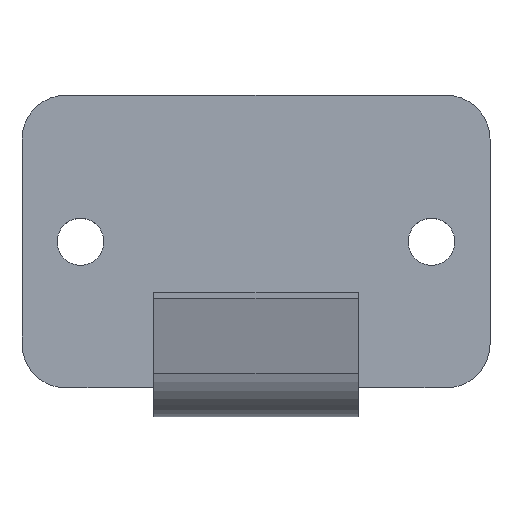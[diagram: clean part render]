
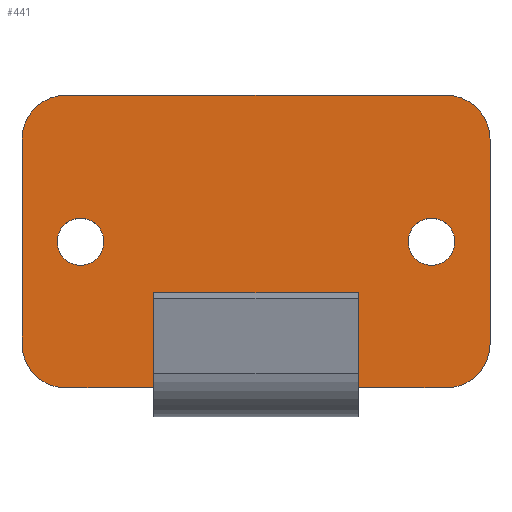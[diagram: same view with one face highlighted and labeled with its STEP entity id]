
A CAD part, top view. The second image highlights one B-rep face of the part: STEP entity #441.
In plain terms, the highlighted planar face has unit normal (0, 0, 1).
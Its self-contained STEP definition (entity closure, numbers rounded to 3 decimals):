
#15=FACE_BOUND('',#68,.T.);
#16=FACE_BOUND('',#69,.T.);
#26=PLANE('',#489);
#43=FACE_OUTER_BOUND('',#67,.T.);
#67=EDGE_LOOP('',(#337,#338,#339,#340,#341,#342,#343,#344,#345,#346,#347,
#348));
#68=EDGE_LOOP('',(#349));
#69=EDGE_LOOP('',(#350));
#96=LINE('',#666,#142);
#102=LINE('',#680,#148);
#108=LINE('',#692,#154);
#110=LINE('',#698,#156);
#111=LINE('',#701,#157);
#112=LINE('',#703,#158);
#113=LINE('',#707,#159);
#114=LINE('',#711,#160);
#142=VECTOR('',#536,1000.);
#148=VECTOR('',#546,1000.);
#154=VECTOR('',#556,1000.);
#156=VECTOR('',#562,1000.);
#157=VECTOR('',#565,1000.);
#158=VECTOR('',#566,1000.);
#159=VECTOR('',#569,1000.);
#160=VECTOR('',#572,1000.);
#187=CIRCLE('',#490,4.75);
#188=CIRCLE('',#491,4.75);
#189=CIRCLE('',#492,4.75);
#190=CIRCLE('',#493,4.75);
#191=CIRCLE('',#494,2.55);
#192=CIRCLE('',#495,2.55);
#205=VERTEX_POINT('',#664);
#206=VERTEX_POINT('',#665);
#211=VERTEX_POINT('',#678);
#212=VERTEX_POINT('',#679);
#217=VERTEX_POINT('',#696);
#218=VERTEX_POINT('',#697);
#219=VERTEX_POINT('',#699);
#220=VERTEX_POINT('',#702);
#221=VERTEX_POINT('',#704);
#222=VERTEX_POINT('',#706);
#223=VERTEX_POINT('',#708);
#224=VERTEX_POINT('',#710);
#225=VERTEX_POINT('',#713);
#226=VERTEX_POINT('',#715);
#248=EDGE_CURVE('',#205,#206,#96,.T.);
#255=EDGE_CURVE('',#211,#212,#102,.T.);
#262=EDGE_CURVE('',#211,#206,#108,.T.);
#264=EDGE_CURVE('',#217,#218,#110,.T.);
#265=EDGE_CURVE('',#218,#219,#187,.T.);
#266=EDGE_CURVE('',#219,#205,#111,.T.);
#267=EDGE_CURVE('',#212,#220,#112,.T.);
#268=EDGE_CURVE('',#220,#221,#188,.T.);
#269=EDGE_CURVE('',#221,#222,#113,.T.);
#270=EDGE_CURVE('',#222,#223,#189,.T.);
#271=EDGE_CURVE('',#223,#224,#114,.T.);
#272=EDGE_CURVE('',#224,#217,#190,.T.);
#273=EDGE_CURVE('',#225,#225,#191,.T.);
#274=EDGE_CURVE('',#226,#226,#192,.T.);
#337=ORIENTED_EDGE('',*,*,#264,.T.);
#338=ORIENTED_EDGE('',*,*,#265,.T.);
#339=ORIENTED_EDGE('',*,*,#266,.T.);
#340=ORIENTED_EDGE('',*,*,#248,.T.);
#341=ORIENTED_EDGE('',*,*,#262,.F.);
#342=ORIENTED_EDGE('',*,*,#255,.T.);
#343=ORIENTED_EDGE('',*,*,#267,.T.);
#344=ORIENTED_EDGE('',*,*,#268,.T.);
#345=ORIENTED_EDGE('',*,*,#269,.T.);
#346=ORIENTED_EDGE('',*,*,#270,.T.);
#347=ORIENTED_EDGE('',*,*,#271,.T.);
#348=ORIENTED_EDGE('',*,*,#272,.T.);
#349=ORIENTED_EDGE('',*,*,#273,.F.);
#350=ORIENTED_EDGE('',*,*,#274,.F.);
#441=ADVANCED_FACE('',(#43,#15,#16),#26,.F.);
#489=AXIS2_PLACEMENT_3D('',#695,#560,#561);
#490=AXIS2_PLACEMENT_3D('',#700,#563,#564);
#491=AXIS2_PLACEMENT_3D('',#705,#567,#568);
#492=AXIS2_PLACEMENT_3D('',#709,#570,#571);
#493=AXIS2_PLACEMENT_3D('',#712,#573,#574);
#494=AXIS2_PLACEMENT_3D('',#714,#575,#576);
#495=AXIS2_PLACEMENT_3D('',#716,#577,#578);
#536=DIRECTION('',(0.,1.,0.));
#546=DIRECTION('',(0.,-1.,0.));
#556=DIRECTION('',(-1.,0.,0.));
#560=DIRECTION('center_axis',(0.,0.,-1.));
#561=DIRECTION('ref_axis',(0.,1.,0.));
#562=DIRECTION('',(0.,-1.,0.));
#563=DIRECTION('center_axis',(0.,0.,1.));
#564=DIRECTION('ref_axis',(0.,1.,0.));
#565=DIRECTION('',(1.,0.,0.));
#566=DIRECTION('',(1.,0.,0.));
#567=DIRECTION('center_axis',(0.,0.,1.));
#568=DIRECTION('ref_axis',(0.,1.,0.));
#569=DIRECTION('',(0.,1.,0.));
#570=DIRECTION('center_axis',(0.,0.,1.));
#571=DIRECTION('ref_axis',(0.,1.,0.));
#572=DIRECTION('',(-1.,0.,0.));
#573=DIRECTION('center_axis',(0.,0.,1.));
#574=DIRECTION('ref_axis',(0.,1.,0.));
#575=DIRECTION('center_axis',(0.,0.,1.));
#576=DIRECTION('ref_axis',(0.,1.,0.));
#577=DIRECTION('center_axis',(0.,0.,1.));
#578=DIRECTION('ref_axis',(0.,1.,0.));
#664=CARTESIAN_POINT('',(-11.1,-15.85,2.3));
#665=CARTESIAN_POINT('',(-11.1,-13.834,2.3));
#666=CARTESIAN_POINT('',(-11.1,15.9,2.3));
#678=CARTESIAN_POINT('',(11.1,-13.834,2.3));
#679=CARTESIAN_POINT('',(11.1,-15.85,2.3));
#680=CARTESIAN_POINT('',(11.1,15.9,2.3));
#692=CARTESIAN_POINT('',(11.1,-13.834,2.3));
#695=CARTESIAN_POINT('Origin',(11.1,15.9,2.3));
#696=CARTESIAN_POINT('',(-25.4,11.15,2.3));
#697=CARTESIAN_POINT('',(-25.4,-11.1,2.3));
#698=CARTESIAN_POINT('',(-25.4,15.9,2.3));
#699=CARTESIAN_POINT('',(-20.65,-15.85,2.3));
#700=CARTESIAN_POINT('Origin',(-20.65,-11.1,2.3));
#701=CARTESIAN_POINT('',(-11.1,-15.85,2.3));
#702=CARTESIAN_POINT('',(20.65,-15.85,2.3));
#703=CARTESIAN_POINT('',(11.1,-15.85,2.3));
#704=CARTESIAN_POINT('',(25.4,-11.1,2.3));
#705=CARTESIAN_POINT('Origin',(20.65,-11.1,2.3));
#706=CARTESIAN_POINT('',(25.4,11.15,2.3));
#707=CARTESIAN_POINT('',(25.4,15.9,2.3));
#708=CARTESIAN_POINT('',(20.65,15.9,2.3));
#709=CARTESIAN_POINT('Origin',(20.65,11.15,2.3));
#710=CARTESIAN_POINT('',(-20.65,15.9,2.3));
#711=CARTESIAN_POINT('',(11.1,15.9,2.3));
#712=CARTESIAN_POINT('Origin',(-20.65,11.15,2.3));
#713=CARTESIAN_POINT('',(-19.05,2.55,2.3));
#714=CARTESIAN_POINT('Origin',(-19.05,0.,2.3));
#715=CARTESIAN_POINT('',(19.05,2.55,2.3));
#716=CARTESIAN_POINT('Origin',(19.05,0.,2.3));
